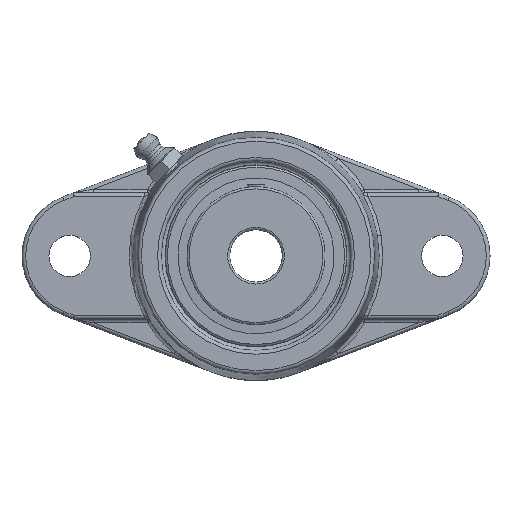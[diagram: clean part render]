
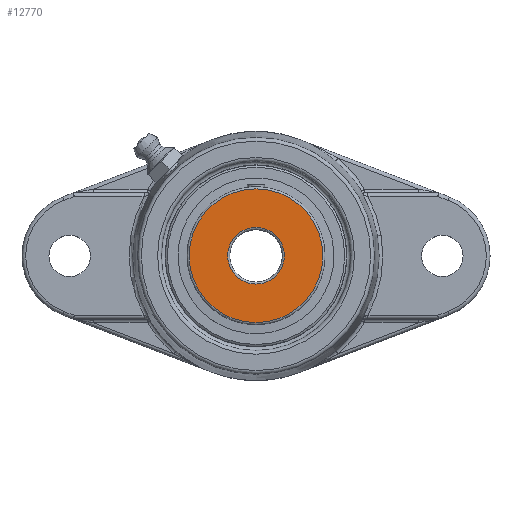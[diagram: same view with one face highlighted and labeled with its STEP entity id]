
A CAD part, top view. The second image highlights one B-rep face of the part: STEP entity #12770.
In plain terms, the highlighted face is planar.
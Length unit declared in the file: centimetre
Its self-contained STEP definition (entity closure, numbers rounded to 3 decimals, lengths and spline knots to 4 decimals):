
#12709=CARTESIAN_POINT('',(3.255,0.,1.615));
#12710=VERTEX_POINT('',#12709);
#12722=CARTESIAN_POINT('',(3.255,1.615,-0.));
#12723=VERTEX_POINT('',#12722);
#12724=CARTESIAN_POINT('',(3.255,0.,0.));
#12725=DIRECTION('',(-1.,0.,0.));
#12726=DIRECTION('',(0.,-1.,0.));
#12727=AXIS2_PLACEMENT_3D('',#12724,#12725,#12726);
#12728=CIRCLE('',#12727,1.615);
#12729=EDGE_CURVE('',#12710,#12723,#12728,.T.);
#12731=CARTESIAN_POINT('',(3.255,0.,0.));
#12732=DIRECTION('',(-1.,0.,0.));
#12733=DIRECTION('',(0.,-1.,0.));
#12734=AXIS2_PLACEMENT_3D('',#12731,#12732,#12733);
#12735=CIRCLE('',#12734,1.615);
#12736=EDGE_CURVE('',#12723,#12710,#12735,.T.);
#12741=CARTESIAN_POINT('',(3.255,1.15,0.));
#12742=DIRECTION('',(1.,0.,0.));
#12743=DIRECTION('',(0.,1.,0.));
#12744=AXIS2_PLACEMENT_3D('',#12741,#12742,#12743);
#12745=PLANE('',#12744);
#12746=CARTESIAN_POINT('',(3.255,0.,0.685));
#12747=VERTEX_POINT('',#12746);
#12748=CARTESIAN_POINT('',(3.255,0.685,0.));
#12749=VERTEX_POINT('',#12748);
#12750=CARTESIAN_POINT('',(3.255,0.,0.));
#12751=DIRECTION('',(1.,0.,0.));
#12752=DIRECTION('',(0.,-1.,0.));
#12753=AXIS2_PLACEMENT_3D('',#12750,#12751,#12752);
#12754=CIRCLE('',#12753,0.685);
#12755=EDGE_CURVE('',#12747,#12749,#12754,.T.);
#12756=ORIENTED_EDGE('',*,*,#12755,.F.);
#12757=CARTESIAN_POINT('',(3.255,0.,0.));
#12758=DIRECTION('',(1.,0.,0.));
#12759=DIRECTION('',(0.,-1.,0.));
#12760=AXIS2_PLACEMENT_3D('',#12757,#12758,#12759);
#12761=CIRCLE('',#12760,0.685);
#12762=EDGE_CURVE('',#12749,#12747,#12761,.T.);
#12763=ORIENTED_EDGE('',*,*,#12762,.F.);
#12764=EDGE_LOOP('',(#12756,#12763));
#12765=FACE_BOUND('',#12764,.T.);
#12766=ORIENTED_EDGE('',*,*,#12729,.F.);
#12767=ORIENTED_EDGE('',*,*,#12736,.F.);
#12768=EDGE_LOOP('',(#12766,#12767));
#12769=FACE_BOUND('',#12768,.T.);
#12770=ADVANCED_FACE('',(#12765,#12769),#12745,.T.);
